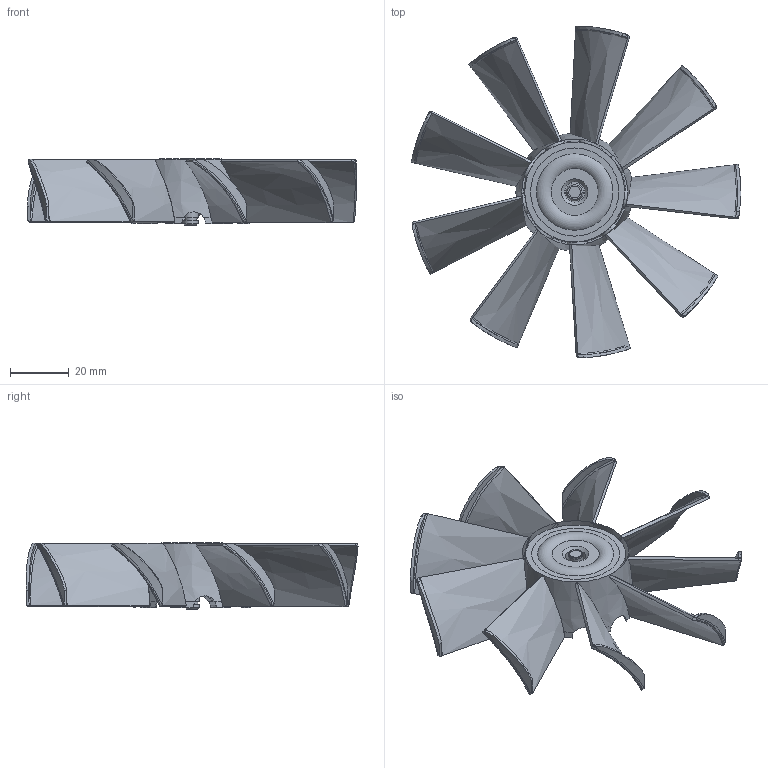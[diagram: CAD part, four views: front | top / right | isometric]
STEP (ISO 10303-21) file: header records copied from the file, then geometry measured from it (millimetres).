
FILE_DESCRIPTION(/* description */ (''),/* implementation_level */ '2;1');
FILE_NAME(/* name */ 'Elisa.iam.step',/* time_stamp */ '2022-11-29T09:19:40+01:00',/* author */ ('diederichbenedict'),/* organization */ (''),/* preprocessor_version */ 'ST-DEVELOPER v18.1',/* originating_system */ 'Autodesk Inventor 2022',/* authorisation */ '');
FILE_SCHEMA (('AUTOMOTIVE_DESIGN { 1 0 10303 214 3 1 1 }'));
Length unit declared in the file: millimetre
Products named in the file (4): Elisa; Elisa_1; Magnet; Gred
Assembly tree (3 placements, depth 2):
  Elisa
    Elisa_1
    Magnet
    Gred
Bounding box: 112.09 x 112.99 x 22.55 mm (x, y, z)
Volume: 18482.8 mm3; surface area: 29698.6 mm2
Topology: 3 solids, 3 shells, 241 faces, 657 edges, 425 vertices
Faces by surface type: bspline 153, plane 46, cylinder 26, cone 15, torus 1
Full cylindrical faces by diameter (mm): 4 x1, 5 x3, 7 x1, 30 x1, 34 x2
Entity records: 16183 total; most frequent: CARTESIAN_POINT 11112, ORIENTED_EDGE 1294, EDGE_CURVE 647, DIRECTION 590, VERTEX_POINT 425, B_SPLINE_CURVE_WITH_KNOTS 381, EDGE_LOOP 256, FACE_OUTER_BOUND 241
